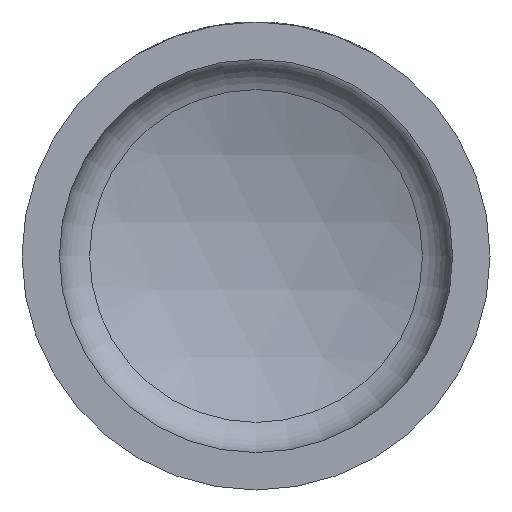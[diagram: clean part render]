
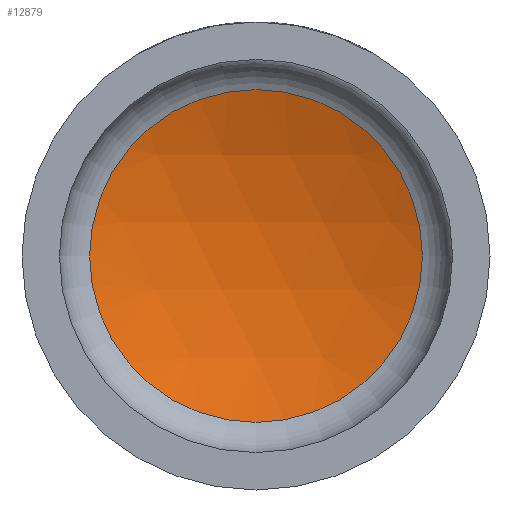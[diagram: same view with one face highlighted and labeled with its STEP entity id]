
A CAD part, front view. The second image highlights one B-rep face of the part: STEP entity #12879.
In plain terms, the highlighted spherical face has radius 25 mm.
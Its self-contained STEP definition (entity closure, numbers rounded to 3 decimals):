
#75 = DIRECTION ( 'NONE',  ( 0., 0., -1. ) ) ;
#1432 = SPHERICAL_SURFACE ( 'NONE', #14032, 25. ) ;
#1491 = EDGE_LOOP ( 'NONE', ( #3761 ) ) ;
#2635 = DIRECTION ( 'NONE',  ( 1., 0., 0. ) ) ;
#3381 = FACE_OUTER_BOUND ( 'NONE', #1491, .T. ) ;
#3761 = ORIENTED_EDGE ( 'NONE', *, *, #12462, .T. ) ;
#6147 = CARTESIAN_POINT ( 'NONE',  ( 0., 11.337, -8.889 ) ) ;
#7826 = CARTESIAN_POINT ( 'NONE',  ( 0., 11.337, 0. ) ) ;
#7875 = DIRECTION ( 'NONE',  ( 0., -1., 0. ) ) ;
#9589 = AXIS2_PLACEMENT_3D ( 'NONE', #7826, #7875, #75 ) ;
#10529 = CARTESIAN_POINT ( 'NONE',  ( 0., -12.03, 0. ) ) ;
#12462 = EDGE_CURVE ( 'NONE', #12667, #12667, #12707, .T. ) ;
#12667 = VERTEX_POINT ( 'NONE', #6147 ) ;
#12707 = CIRCLE ( 'NONE', #9589, 8.889 ) ;
#12791 = DIRECTION ( 'NONE',  ( 0., 0., 1. ) ) ;
#12879 = ADVANCED_FACE ( 'NONE', ( #3381 ), #1432, .F. ) ;
#14032 = AXIS2_PLACEMENT_3D ( 'NONE', #10529, #12791, #2635 ) ;
